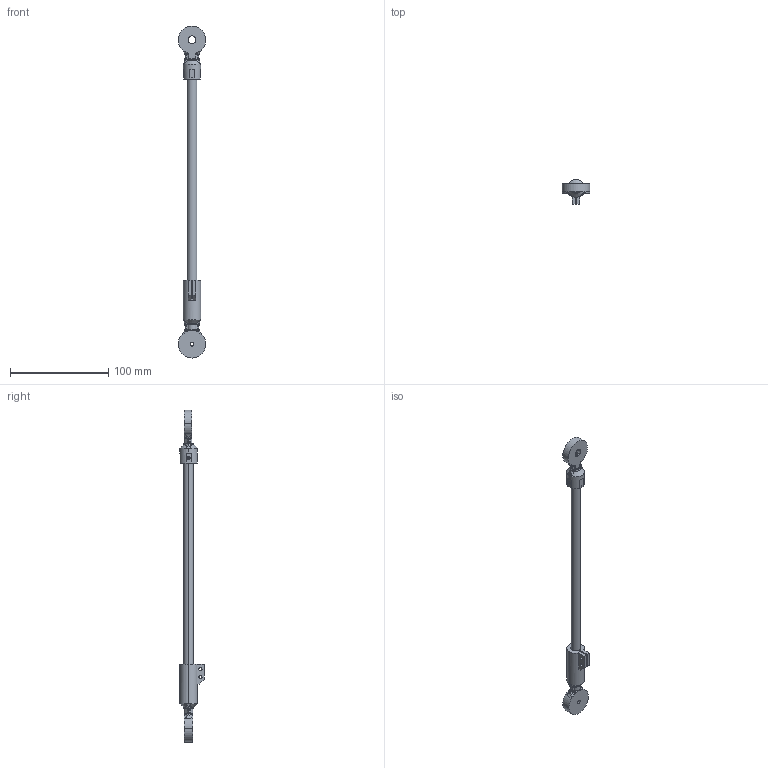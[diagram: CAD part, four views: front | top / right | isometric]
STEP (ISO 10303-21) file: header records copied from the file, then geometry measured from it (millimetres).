
FILE_DESCRIPTION (( 'STEP AP214' ), '1' );
FILE_NAME ('Fibula_Link.STEP', '2025-12-09T20:36:58', ( '' ), ( '' ), 'SwSTEP 2.0', 'SolidWorks 2025', '' );
FILE_SCHEMA (( 'AUTOMOTIVE_DESIGN' ));
Length unit declared in the file: millimetre
Products named in the file (1): Fibula_Link
Bounding box: 28 x 24.97 x 338 mm (x, y, z)
Volume: 27120.5 mm3; surface area: 25861.2 mm2
Topology: 3 solids, 3 shells, 248 faces, 604 edges, 335 vertices
Faces by surface type: plane 68, cylinder 66, bspline 60, torus 28, sphere 16, cone 10
Entity records: 8701 total; most frequent: CARTESIAN_POINT 3370, ORIENTED_EDGE 1152, DIRECTION 1056, EDGE_CURVE 576, AXIS2_PLACEMENT_3D 443, VERTEX_POINT 335, EDGE_LOOP 267, CIRCLE 254
